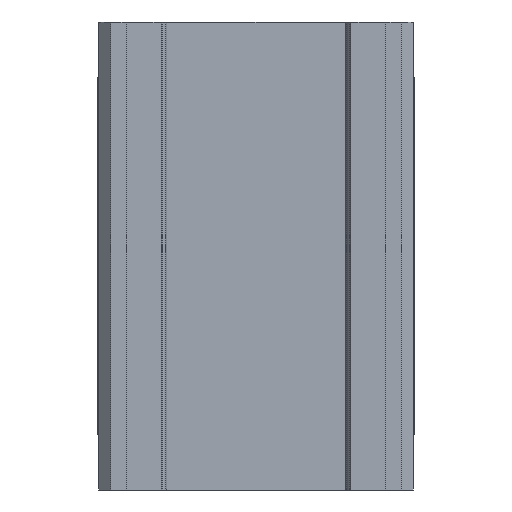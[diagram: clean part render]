
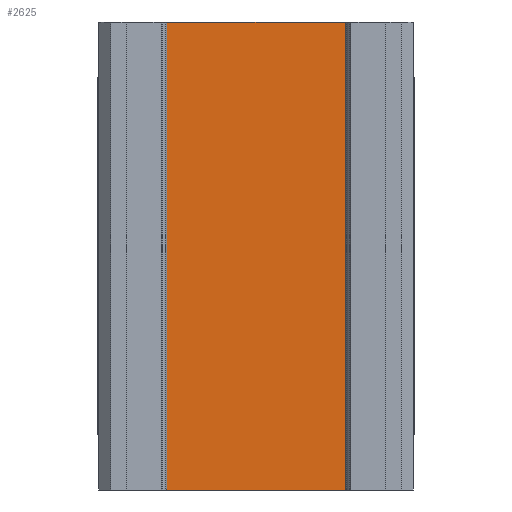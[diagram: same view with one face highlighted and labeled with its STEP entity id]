
A CAD part, front view. The second image highlights one B-rep face of the part: STEP entity #2625.
In plain terms, the highlighted planar face has unit normal (0, -1, 0).
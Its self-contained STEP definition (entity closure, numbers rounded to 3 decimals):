
#40=PLANE('',#2816);
#238=FACE_OUTER_BOUND('',#405,.T.);
#405=EDGE_LOOP('',(#1889,#1890,#1891,#1892));
#561=LINE('',#3861,#849);
#562=LINE('',#3863,#850);
#563=LINE('',#3865,#851);
#564=LINE('',#3866,#852);
#849=VECTOR('',#3087,23.501);
#850=VECTOR('',#3088,59.1);
#851=VECTOR('',#3089,23.501);
#852=VECTOR('',#3090,59.1);
#1229=VERTEX_POINT('',#3859);
#1230=VERTEX_POINT('',#3860);
#1231=VERTEX_POINT('',#3862);
#1232=VERTEX_POINT('',#3864);
#1495=EDGE_CURVE('',#1229,#1230,#561,.T.);
#1496=EDGE_CURVE('',#1230,#1231,#562,.T.);
#1497=EDGE_CURVE('',#1231,#1232,#563,.T.);
#1498=EDGE_CURVE('',#1232,#1229,#564,.T.);
#1889=ORIENTED_EDGE('',*,*,#1495,.T.);
#1890=ORIENTED_EDGE('',*,*,#1496,.T.);
#1891=ORIENTED_EDGE('',*,*,#1497,.T.);
#1892=ORIENTED_EDGE('',*,*,#1498,.T.);
#2625=ADVANCED_FACE('',(#238),#40,.T.);
#2816=AXIS2_PLACEMENT_3D('',#3858,#3085,#3086);
#3085=DIRECTION('center_axis',(0.,-1.,0.));
#3086=DIRECTION('ref_axis',(0.,0.,1.));
#3087=DIRECTION('',(-1.,0.,0.));
#3088=DIRECTION('',(0.,0.,-1.));
#3089=DIRECTION('',(1.,0.,0.));
#3090=DIRECTION('',(0.,0.,1.));
#3858=CARTESIAN_POINT('Origin',(11.751,2.25,-29.55));
#3859=CARTESIAN_POINT('',(11.751,2.25,29.55));
#3860=CARTESIAN_POINT('',(-11.751,2.25,29.55));
#3861=CARTESIAN_POINT('',(0.,2.25,29.55));
#3862=CARTESIAN_POINT('',(-11.751,2.25,-29.55));
#3863=CARTESIAN_POINT('',(-11.751,2.25,0.));
#3864=CARTESIAN_POINT('',(11.751,2.25,-29.55));
#3865=CARTESIAN_POINT('',(0.,2.25,-29.55));
#3866=CARTESIAN_POINT('',(11.751,2.25,0.));
